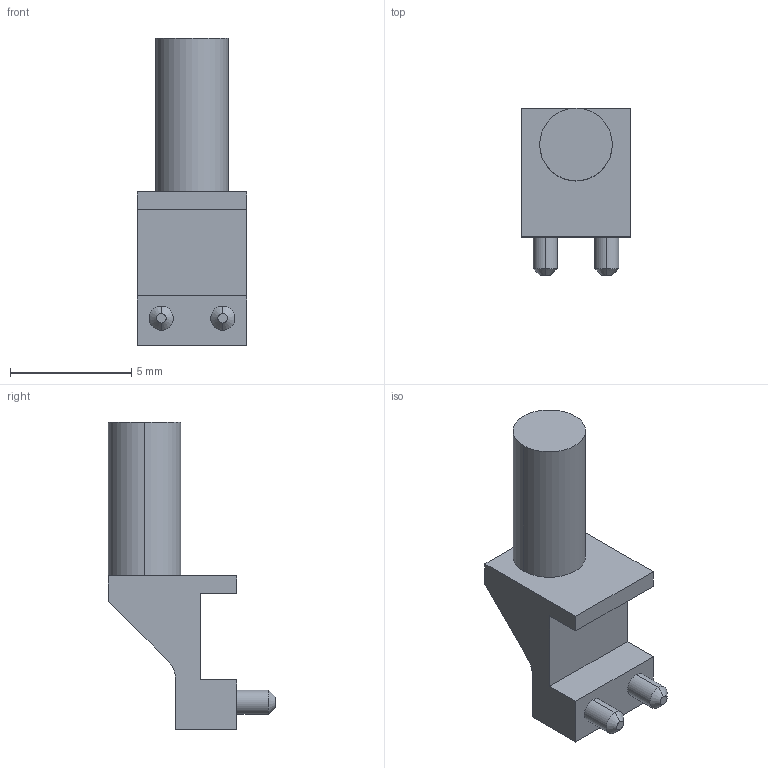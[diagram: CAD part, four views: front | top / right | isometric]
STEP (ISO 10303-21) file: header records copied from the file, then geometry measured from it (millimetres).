
FILE_DESCRIPTION (( 'STEP AP214' ), '1' );
FILE_NAME ('LIGHT_PIPE.STEP', '2021-02-21T09:50:34', ( '' ), ( '' ), 'SwSTEP 2.0', 'SolidWorks 2018', '' );
FILE_SCHEMA (( 'AUTOMOTIVE_DESIGN' ));
Length unit declared in the file: millimetre
Products named in the file (1): LIGHT_PIPE
Bounding box: 4.52 x 6.91 x 12.71 mm (x, y, z)
Volume: 126.3 mm3; surface area: 215.3 mm2
Topology: 1 solids, 1 shells, 26 faces, 61 edges, 39 vertices
Faces by surface type: plane 15, cylinder 7, cone 4
Entity records: 778 total; most frequent: DIRECTION 134, CARTESIAN_POINT 127, ORIENTED_EDGE 122, EDGE_CURVE 61, AXIS2_PLACEMENT_3D 46, VECTOR 42, LINE 42, VERTEX_POINT 39
